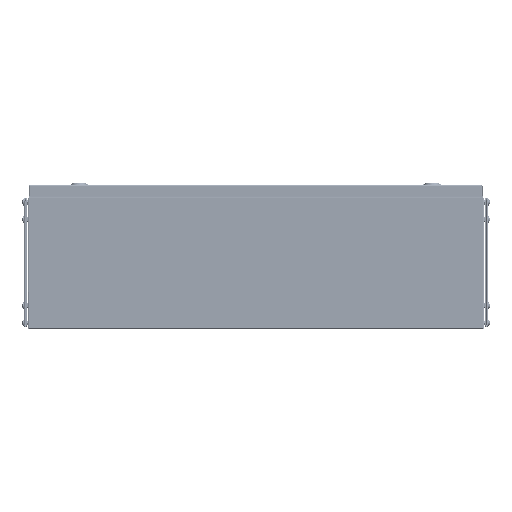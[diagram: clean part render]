
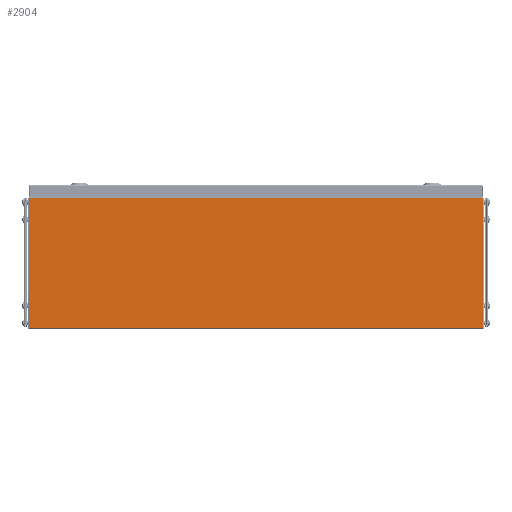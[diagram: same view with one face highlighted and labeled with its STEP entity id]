
A CAD part, left-side view. The second image highlights one B-rep face of the part: STEP entity #2904.
In plain terms, the highlighted planar face has unit normal (-1, 0, 0).
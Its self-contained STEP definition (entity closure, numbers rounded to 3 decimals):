
#724 = DIRECTION ( 'NONE',  ( 0., 0., -1. ) ) ;
#1816 = CARTESIAN_POINT ( 'NONE',  ( -400., -395.5, 227.5 ) ) ;
#2904 = ADVANCED_FACE ( 'NONE', ( #12897 ), #79421, .F. ) ;
#3626 = LINE ( 'NONE', #30058, #75974 ) ;
#6381 = DIRECTION ( 'NONE',  ( 1., 0., 0. ) ) ;
#11137 = CARTESIAN_POINT ( 'NONE',  ( -400., -395.5, 227.5 ) ) ;
#12897 = FACE_OUTER_BOUND ( 'NONE', #85225, .T. ) ;
#14986 = EDGE_CURVE ( 'NONE', #60975, #77554, #49208, .T. ) ;
#15262 = LINE ( 'NONE', #1816, #67697 ) ;
#16133 = VECTOR ( 'NONE', #75566, 1000. ) ;
#17445 = ORIENTED_EDGE ( 'NONE', *, *, #18227, .F. ) ;
#18227 = EDGE_CURVE ( 'NONE', #60975, #58661, #22363, .T. ) ;
#20920 = DIRECTION ( 'NONE',  ( 0., 1., 0. ) ) ;
#22363 = LINE ( 'NONE', #81971, #78629 ) ;
#25388 = CARTESIAN_POINT ( 'NONE',  ( -400., 395.5, 227.5 ) ) ;
#30058 = CARTESIAN_POINT ( 'NONE',  ( -400., 395.5, 0. ) ) ;
#32353 = CARTESIAN_POINT ( 'NONE',  ( -400., 0., 0. ) ) ;
#34543 = AXIS2_PLACEMENT_3D ( 'NONE', #32353, #6381, #724 ) ;
#38477 = VERTEX_POINT ( 'NONE', #25388 ) ;
#42660 = CARTESIAN_POINT ( 'NONE',  ( -400., -395.5, 1. ) ) ;
#43212 = CARTESIAN_POINT ( 'NONE',  ( -400., 395.5, 1. ) ) ;
#49118 = DIRECTION ( 'NONE',  ( 0., 1., 0. ) ) ;
#49208 = LINE ( 'NONE', #68626, #16133 ) ;
#50981 = EDGE_CURVE ( 'NONE', #38477, #58661, #3626, .T. ) ;
#54926 = ORIENTED_EDGE ( 'NONE', *, *, #83527, .T. ) ;
#56376 = DIRECTION ( 'NONE',  ( 0., 0., -1. ) ) ;
#56567 = ORIENTED_EDGE ( 'NONE', *, *, #14986, .T. ) ;
#58370 = ORIENTED_EDGE ( 'NONE', *, *, #50981, .T. ) ;
#58661 = VERTEX_POINT ( 'NONE', #43212 ) ;
#60975 = VERTEX_POINT ( 'NONE', #42660 ) ;
#67697 = VECTOR ( 'NONE', #20920, 1000. ) ;
#68626 = CARTESIAN_POINT ( 'NONE',  ( -400., -395.5, 0. ) ) ;
#75566 = DIRECTION ( 'NONE',  ( 0., 0., 1. ) ) ;
#75974 = VECTOR ( 'NONE', #56376, 1000. ) ;
#77554 = VERTEX_POINT ( 'NONE', #11137 ) ;
#78629 = VECTOR ( 'NONE', #49118, 1000. ) ;
#79421 = PLANE ( 'NONE',  #34543 ) ;
#81971 = CARTESIAN_POINT ( 'NONE',  ( -400., 395.5, 1. ) ) ;
#83527 = EDGE_CURVE ( 'NONE', #77554, #38477, #15262, .T. ) ;
#85225 = EDGE_LOOP ( 'NONE', ( #54926, #58370, #17445, #56567 ) ) ;
